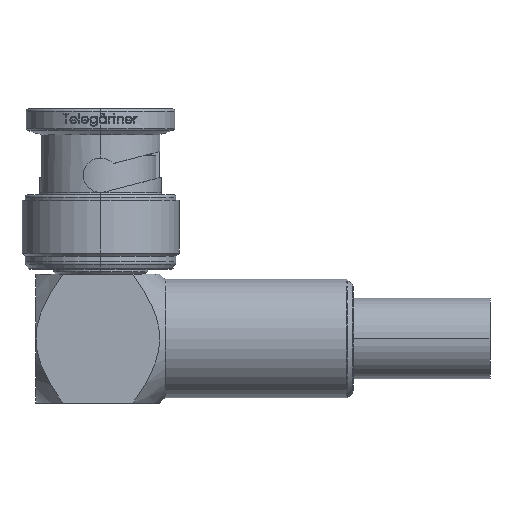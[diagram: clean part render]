
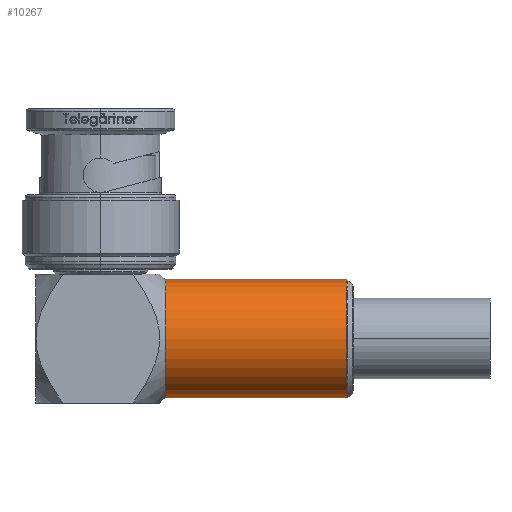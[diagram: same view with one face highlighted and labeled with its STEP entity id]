
A CAD part, left-side view. The second image highlights one B-rep face of the part: STEP entity #10267.
In plain terms, the highlighted cylindrical face has radius 5.5 mm (diameter 11 mm), a partial arc.
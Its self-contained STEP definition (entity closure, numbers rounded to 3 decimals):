
#223 = AXIS2_PLACEMENT_3D ( 'NONE', #8506, #1740, #11418 ) ;
#412 = EDGE_CURVE ( 'NONE', #12472, #3814, #1296, .T. ) ;
#620 = LINE ( 'NONE', #13155, #1263 ) ;
#1214 = EDGE_CURVE ( 'NONE', #2499, #3814, #1698, .T. ) ;
#1263 = VECTOR ( 'NONE', #2270, 1000. ) ;
#1296 = CIRCLE ( 'NONE', #17642, 5.5 ) ;
#1584 = FACE_OUTER_BOUND ( 'NONE', #1797, .T. ) ;
#1698 = LINE ( 'NONE', #7748, #12615 ) ;
#1740 = DIRECTION ( 'NONE',  ( 0., 1., 0. ) ) ;
#1797 = EDGE_LOOP ( 'NONE', ( #8116, #16885, #15202, #10951 ) ) ;
#2092 = CARTESIAN_POINT ( 'NONE',  ( 0., -6., -15. ) ) ;
#2270 = DIRECTION ( 'NONE',  ( 0., 1., 0. ) ) ;
#2499 = VERTEX_POINT ( 'NONE', #6904 ) ;
#3551 = DIRECTION ( 'NONE',  ( 0., 0., 1. ) ) ;
#3814 = VERTEX_POINT ( 'NONE', #2092 ) ;
#4386 = DIRECTION ( 'NONE',  ( 0., 1., 0. ) ) ;
#6904 = CARTESIAN_POINT ( 'NONE',  ( 0., -22.894, -15. ) ) ;
#7748 = CARTESIAN_POINT ( 'NONE',  ( 0., 6., -15. ) ) ;
#8116 = ORIENTED_EDGE ( 'NONE', *, *, #14380, .F. ) ;
#8213 = DIRECTION ( 'NONE',  ( 0., 0., 1. ) ) ;
#8506 = CARTESIAN_POINT ( 'NONE',  ( 0., -22.894, -20.5 ) ) ;
#10267 = ADVANCED_FACE ( 'NONE', ( #1584 ), #14231, .T. ) ;
#10915 = AXIS2_PLACEMENT_3D ( 'NONE', #15973, #11934, #3551 ) ;
#10951 = ORIENTED_EDGE ( 'NONE', *, *, #412, .F. ) ;
#10987 = DIRECTION ( 'NONE',  ( 0., 1., 0. ) ) ;
#11418 = DIRECTION ( 'NONE',  ( 0., 0., 1. ) ) ;
#11934 = DIRECTION ( 'NONE',  ( 0., 1., 0. ) ) ;
#12472 = VERTEX_POINT ( 'NONE', #13647 ) ;
#12615 = VECTOR ( 'NONE', #4386, 1000. ) ;
#12619 = EDGE_CURVE ( 'NONE', #16481, #2499, #13838, .T. ) ;
#12793 = CARTESIAN_POINT ( 'NONE',  ( 0., -22.894, -26. ) ) ;
#13155 = CARTESIAN_POINT ( 'NONE',  ( 0., 6., -26. ) ) ;
#13647 = CARTESIAN_POINT ( 'NONE',  ( 0., -6., -26. ) ) ;
#13838 = CIRCLE ( 'NONE', #223, 5.5 ) ;
#14231 = CYLINDRICAL_SURFACE ( 'NONE', #10915, 5.5 ) ;
#14380 = EDGE_CURVE ( 'NONE', #16481, #12472, #620, .T. ) ;
#15082 = CARTESIAN_POINT ( 'NONE',  ( 0., -6., -20.5 ) ) ;
#15202 = ORIENTED_EDGE ( 'NONE', *, *, #1214, .T. ) ;
#15973 = CARTESIAN_POINT ( 'NONE',  ( 0., 6., -20.5 ) ) ;
#16481 = VERTEX_POINT ( 'NONE', #12793 ) ;
#16885 = ORIENTED_EDGE ( 'NONE', *, *, #12619, .T. ) ;
#17642 = AXIS2_PLACEMENT_3D ( 'NONE', #15082, #10987, #8213 ) ;
